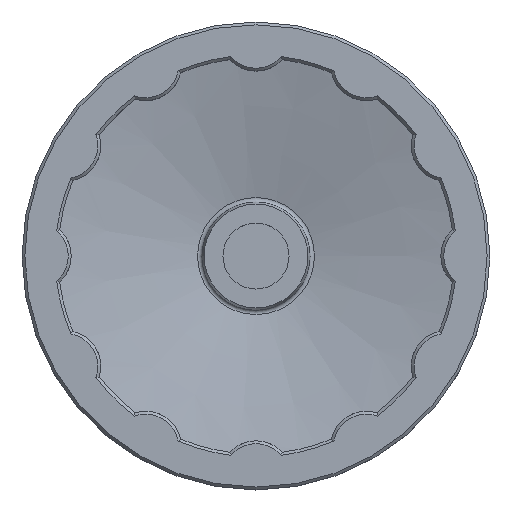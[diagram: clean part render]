
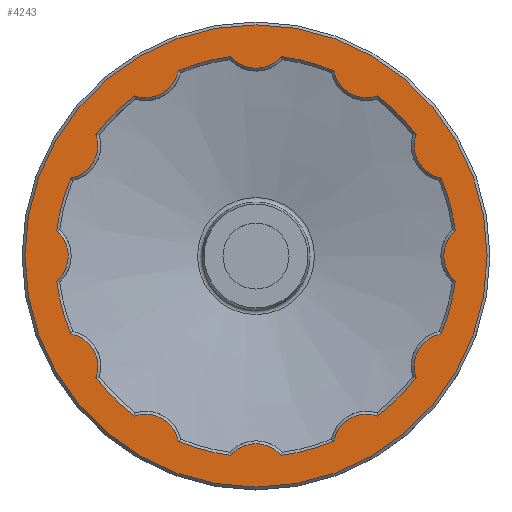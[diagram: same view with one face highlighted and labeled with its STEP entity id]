
A CAD part, top view. The second image highlights one B-rep face of the part: STEP entity #4243.
In plain terms, the highlighted planar face has unit normal (0, 0, 1).
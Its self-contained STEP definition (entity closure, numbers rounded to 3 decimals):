
#1007=ORIENTED_EDGE('',*,*,#1744,.F.);
#1008=ORIENTED_EDGE('',*,*,#1742,.T.);
#1009=ORIENTED_EDGE('',*,*,#1736,.F.);
#1010=ORIENTED_EDGE('',*,*,#1730,.T.);
#1011=ORIENTED_EDGE('',*,*,#1724,.F.);
#1012=ORIENTED_EDGE('',*,*,#1718,.T.);
#1013=ORIENTED_EDGE('',*,*,#1712,.F.);
#1014=ORIENTED_EDGE('',*,*,#1706,.T.);
#1015=ORIENTED_EDGE('',*,*,#1700,.F.);
#1016=ORIENTED_EDGE('',*,*,#1694,.T.);
#1017=ORIENTED_EDGE('',*,*,#1688,.F.);
#1018=ORIENTED_EDGE('',*,*,#1682,.T.);
#1019=ORIENTED_EDGE('',*,*,#1676,.F.);
#1020=ORIENTED_EDGE('',*,*,#1678,.T.);
#1021=ORIENTED_EDGE('',*,*,#1684,.F.);
#1022=ORIENTED_EDGE('',*,*,#1690,.T.);
#1023=ORIENTED_EDGE('',*,*,#1696,.F.);
#1024=ORIENTED_EDGE('',*,*,#1702,.T.);
#1025=ORIENTED_EDGE('',*,*,#1708,.F.);
#1026=ORIENTED_EDGE('',*,*,#1714,.T.);
#1027=ORIENTED_EDGE('',*,*,#1720,.F.);
#1028=ORIENTED_EDGE('',*,*,#1726,.T.);
#1029=ORIENTED_EDGE('',*,*,#1732,.F.);
#1030=ORIENTED_EDGE('',*,*,#1738,.T.);
#1031=ORIENTED_EDGE('',*,*,#1746,.T.);
#1676=EDGE_CURVE('',#2074,#2072,#2227,.T.);
#1678=EDGE_CURVE('',#2074,#2076,#2228,.T.);
#1682=EDGE_CURVE('',#2077,#2072,#2231,.T.);
#1684=EDGE_CURVE('',#2079,#2076,#2232,.T.);
#1688=EDGE_CURVE('',#2077,#2082,#2235,.T.);
#1690=EDGE_CURVE('',#2079,#2084,#2236,.T.);
#1694=EDGE_CURVE('',#2085,#2082,#2239,.T.);
#1696=EDGE_CURVE('',#2087,#2084,#2240,.T.);
#1700=EDGE_CURVE('',#2085,#2090,#2243,.T.);
#1702=EDGE_CURVE('',#2087,#2092,#2244,.T.);
#1706=EDGE_CURVE('',#2093,#2090,#2247,.T.);
#1708=EDGE_CURVE('',#2096,#2092,#2248,.T.);
#1712=EDGE_CURVE('',#2093,#2098,#2251,.T.);
#1714=EDGE_CURVE('',#2096,#2100,#2252,.T.);
#1718=EDGE_CURVE('',#2102,#2098,#2255,.T.);
#1720=EDGE_CURVE('',#2104,#2100,#2256,.T.);
#1724=EDGE_CURVE('',#2102,#2106,#2259,.T.);
#1726=EDGE_CURVE('',#2104,#2108,#2260,.T.);
#1730=EDGE_CURVE('',#2110,#2106,#2263,.T.);
#1732=EDGE_CURVE('',#2112,#2108,#2264,.T.);
#1736=EDGE_CURVE('',#2110,#2114,#2267,.T.);
#1738=EDGE_CURVE('',#2112,#2116,#2268,.T.);
#1742=EDGE_CURVE('',#2118,#2114,#2271,.T.);
#1744=EDGE_CURVE('',#2118,#2116,#2273,.T.);
#1746=EDGE_CURVE('',#2120,#2120,#2275,.T.);
#2072=VERTEX_POINT('',#6583);
#2074=VERTEX_POINT('',#6590);
#2076=VERTEX_POINT('',#6598);
#2077=VERTEX_POINT('',#6606);
#2079=VERTEX_POINT('',#6615);
#2082=VERTEX_POINT('',#6625);
#2084=VERTEX_POINT('',#6634);
#2085=VERTEX_POINT('',#6642);
#2087=VERTEX_POINT('',#6651);
#2090=VERTEX_POINT('',#6661);
#2092=VERTEX_POINT('',#6670);
#2093=VERTEX_POINT('',#6678);
#2096=VERTEX_POINT('',#6688);
#2098=VERTEX_POINT('',#6697);
#2100=VERTEX_POINT('',#6706);
#2102=VERTEX_POINT('',#6715);
#2104=VERTEX_POINT('',#6724);
#2106=VERTEX_POINT('',#6733);
#2108=VERTEX_POINT('',#6742);
#2110=VERTEX_POINT('',#6751);
#2112=VERTEX_POINT('',#6760);
#2114=VERTEX_POINT('',#6769);
#2116=VERTEX_POINT('',#6778);
#2118=VERTEX_POINT('',#6787);
#2120=VERTEX_POINT('',#6797);
#2227=CIRCLE('',#4542,106.5);
#2228=CIRCLE('',#4544,17.5);
#2231=CIRCLE('',#4548,17.5);
#2232=CIRCLE('',#4550,106.5);
#2235=CIRCLE('',#4554,106.5);
#2236=CIRCLE('',#4556,17.5);
#2239=CIRCLE('',#4560,17.5);
#2240=CIRCLE('',#4562,106.5);
#2243=CIRCLE('',#4566,106.5);
#2244=CIRCLE('',#4568,17.5);
#2247=CIRCLE('',#4572,17.5);
#2248=CIRCLE('',#4574,106.5);
#2251=CIRCLE('',#4578,106.5);
#2252=CIRCLE('',#4580,17.5);
#2255=CIRCLE('',#4584,17.5);
#2256=CIRCLE('',#4586,106.5);
#2259=CIRCLE('',#4590,106.5);
#2260=CIRCLE('',#4592,17.5);
#2263=CIRCLE('',#4596,17.5);
#2264=CIRCLE('',#4598,106.5);
#2267=CIRCLE('',#4602,106.5);
#2268=CIRCLE('',#4604,17.5);
#2271=CIRCLE('',#4608,17.5);
#2273=CIRCLE('',#4611,106.5);
#2275=CIRCLE('',#4614,122.5);
#2485=EDGE_LOOP('',(#1007,#1008,#1009,#1010,#1011,#1012,#1013,#1014,#1015,
#1016,#1017,#1018,#1019,#1020,#1021,#1022,#1023,#1024,#1025,#1026,#1027,
#1028,#1029,#1030));
#2486=EDGE_LOOP('',(#1031));
#2689=FACE_BOUND('',#2485,.T.);
#2690=FACE_BOUND('',#2486,.T.);
#2825=PLANE('',#4644);
#4243=ADVANCED_FACE('',(#2689,#2690),#2825,.T.);
#4542=AXIS2_PLACEMENT_3D('',#6591,#5352,#5353);
#4544=AXIS2_PLACEMENT_3D('',#6599,#5356,#5357);
#4548=AXIS2_PLACEMENT_3D('',#6609,#5364,#5365);
#4550=AXIS2_PLACEMENT_3D('',#6617,#5368,#5369);
#4554=AXIS2_PLACEMENT_3D('',#6627,#5376,#5377);
#4556=AXIS2_PLACEMENT_3D('',#6635,#5380,#5381);
#4560=AXIS2_PLACEMENT_3D('',#6645,#5388,#5389);
#4562=AXIS2_PLACEMENT_3D('',#6653,#5392,#5393);
#4566=AXIS2_PLACEMENT_3D('',#6663,#5400,#5401);
#4568=AXIS2_PLACEMENT_3D('',#6671,#5404,#5405);
#4572=AXIS2_PLACEMENT_3D('',#6681,#5412,#5413);
#4574=AXIS2_PLACEMENT_3D('',#6689,#5416,#5417);
#4578=AXIS2_PLACEMENT_3D('',#6699,#5424,#5425);
#4580=AXIS2_PLACEMENT_3D('',#6707,#5428,#5429);
#4584=AXIS2_PLACEMENT_3D('',#6717,#5436,#5437);
#4586=AXIS2_PLACEMENT_3D('',#6725,#5440,#5441);
#4590=AXIS2_PLACEMENT_3D('',#6735,#5448,#5449);
#4592=AXIS2_PLACEMENT_3D('',#6743,#5452,#5453);
#4596=AXIS2_PLACEMENT_3D('',#6753,#5460,#5461);
#4598=AXIS2_PLACEMENT_3D('',#6761,#5464,#5465);
#4602=AXIS2_PLACEMENT_3D('',#6771,#5472,#5473);
#4604=AXIS2_PLACEMENT_3D('',#6779,#5476,#5477);
#4608=AXIS2_PLACEMENT_3D('',#6789,#5484,#5485);
#4611=AXIS2_PLACEMENT_3D('',#6792,#5490,#5491);
#4614=AXIS2_PLACEMENT_3D('',#6796,#5496,#5497);
#4644=AXIS2_PLACEMENT_3D('',#7019,#5580,#5581);
#5352=DIRECTION('',(0.,0.,1.));
#5353=DIRECTION('',(1.,0.,0.));
#5356=DIRECTION('',(0.,0.,1.));
#5357=DIRECTION('',(1.,0.,0.));
#5364=DIRECTION('',(0.,0.,1.));
#5365=DIRECTION('',(1.,0.,0.));
#5368=DIRECTION('',(0.,0.,1.));
#5369=DIRECTION('',(1.,0.,0.));
#5376=DIRECTION('',(0.,0.,1.));
#5377=DIRECTION('',(1.,0.,0.));
#5380=DIRECTION('',(0.,0.,1.));
#5381=DIRECTION('',(1.,0.,0.));
#5388=DIRECTION('',(0.,0.,1.));
#5389=DIRECTION('',(1.,0.,0.));
#5392=DIRECTION('',(0.,0.,1.));
#5393=DIRECTION('',(1.,0.,0.));
#5400=DIRECTION('',(0.,0.,1.));
#5401=DIRECTION('',(1.,0.,0.));
#5404=DIRECTION('',(0.,0.,1.));
#5405=DIRECTION('',(1.,0.,0.));
#5412=DIRECTION('',(0.,0.,1.));
#5413=DIRECTION('',(1.,0.,0.));
#5416=DIRECTION('',(0.,0.,1.));
#5417=DIRECTION('',(1.,0.,0.));
#5424=DIRECTION('',(0.,0.,1.));
#5425=DIRECTION('',(1.,0.,0.));
#5428=DIRECTION('',(0.,0.,1.));
#5429=DIRECTION('',(1.,0.,0.));
#5436=DIRECTION('',(0.,0.,1.));
#5437=DIRECTION('',(1.,0.,0.));
#5440=DIRECTION('',(0.,0.,1.));
#5441=DIRECTION('',(1.,0.,0.));
#5448=DIRECTION('',(0.,0.,1.));
#5449=DIRECTION('',(1.,0.,0.));
#5452=DIRECTION('',(0.,0.,1.));
#5453=DIRECTION('',(1.,0.,0.));
#5460=DIRECTION('',(0.,0.,1.));
#5461=DIRECTION('',(1.,0.,0.));
#5464=DIRECTION('',(0.,0.,1.));
#5465=DIRECTION('',(1.,0.,0.));
#5472=DIRECTION('',(0.,0.,1.));
#5473=DIRECTION('',(1.,0.,0.));
#5476=DIRECTION('',(0.,0.,1.));
#5477=DIRECTION('',(1.,0.,0.));
#5484=DIRECTION('',(0.,0.,1.));
#5485=DIRECTION('',(1.,0.,0.));
#5490=DIRECTION('',(0.,0.,1.));
#5491=DIRECTION('',(1.,0.,0.));
#5496=DIRECTION('',(0.,0.,1.));
#5497=DIRECTION('',(1.,0.,0.));
#5580=DIRECTION('',(0.,0.,1.));
#5581=DIRECTION('',(1.,0.,0.));
#6583=CARTESIAN_POINT('',(-84.841,64.376,17.));
#6590=CARTESIAN_POINT('',(-64.376,84.841,17.));
#6591=CARTESIAN_POINT('',(0.,0.,17.));
#6598=CARTESIAN_POINT('',(-41.286,98.172,17.));
#6599=CARTESIAN_POINT('',(-58.5,101.325,17.));
#6606=CARTESIAN_POINT('',(-98.172,41.286,17.));
#6609=CARTESIAN_POINT('',(-101.325,58.5,17.));
#6615=CARTESIAN_POINT('',(-13.331,105.662,17.));
#6617=CARTESIAN_POINT('',(0.,0.,17.));
#6625=CARTESIAN_POINT('',(-105.662,13.331,17.));
#6627=CARTESIAN_POINT('',(0.,0.,17.));
#6634=CARTESIAN_POINT('',(13.331,105.662,17.));
#6635=CARTESIAN_POINT('',(0.,117.,17.));
#6642=CARTESIAN_POINT('',(-105.662,-13.331,17.));
#6645=CARTESIAN_POINT('',(-117.,0.,17.));
#6651=CARTESIAN_POINT('',(41.286,98.172,17.));
#6653=CARTESIAN_POINT('',(0.,0.,17.));
#6661=CARTESIAN_POINT('',(-98.172,-41.286,17.));
#6663=CARTESIAN_POINT('',(0.,0.,17.));
#6670=CARTESIAN_POINT('',(64.376,84.841,17.));
#6671=CARTESIAN_POINT('',(58.5,101.325,17.));
#6678=CARTESIAN_POINT('',(-84.841,-64.376,17.));
#6681=CARTESIAN_POINT('',(-101.325,-58.5,17.));
#6688=CARTESIAN_POINT('',(84.841,64.376,17.));
#6689=CARTESIAN_POINT('',(0.,0.,17.));
#6697=CARTESIAN_POINT('',(-64.376,-84.841,17.));
#6699=CARTESIAN_POINT('',(0.,0.,17.));
#6706=CARTESIAN_POINT('',(98.172,41.286,17.));
#6707=CARTESIAN_POINT('',(101.325,58.5,17.));
#6715=CARTESIAN_POINT('',(-41.286,-98.172,17.));
#6717=CARTESIAN_POINT('',(-58.5,-101.325,17.));
#6724=CARTESIAN_POINT('',(105.662,13.331,17.));
#6725=CARTESIAN_POINT('',(0.,0.,17.));
#6733=CARTESIAN_POINT('',(-13.331,-105.662,17.));
#6735=CARTESIAN_POINT('',(0.,0.,17.));
#6742=CARTESIAN_POINT('',(105.662,-13.331,17.));
#6743=CARTESIAN_POINT('',(117.,0.,17.));
#6751=CARTESIAN_POINT('',(13.331,-105.662,17.));
#6753=CARTESIAN_POINT('',(0.,-117.,17.));
#6760=CARTESIAN_POINT('',(98.172,-41.286,17.));
#6761=CARTESIAN_POINT('',(0.,0.,17.));
#6769=CARTESIAN_POINT('',(41.286,-98.172,17.));
#6771=CARTESIAN_POINT('',(0.,0.,17.));
#6778=CARTESIAN_POINT('',(84.841,-64.376,17.));
#6779=CARTESIAN_POINT('',(101.325,-58.5,17.));
#6787=CARTESIAN_POINT('',(64.376,-84.841,17.));
#6789=CARTESIAN_POINT('',(58.5,-101.325,17.));
#6792=CARTESIAN_POINT('',(0.,0.,17.));
#6796=CARTESIAN_POINT('',(0.,0.,17.));
#6797=CARTESIAN_POINT('',(122.5,0.,17.));
#7019=CARTESIAN_POINT('',(0.,58.5,17.));
